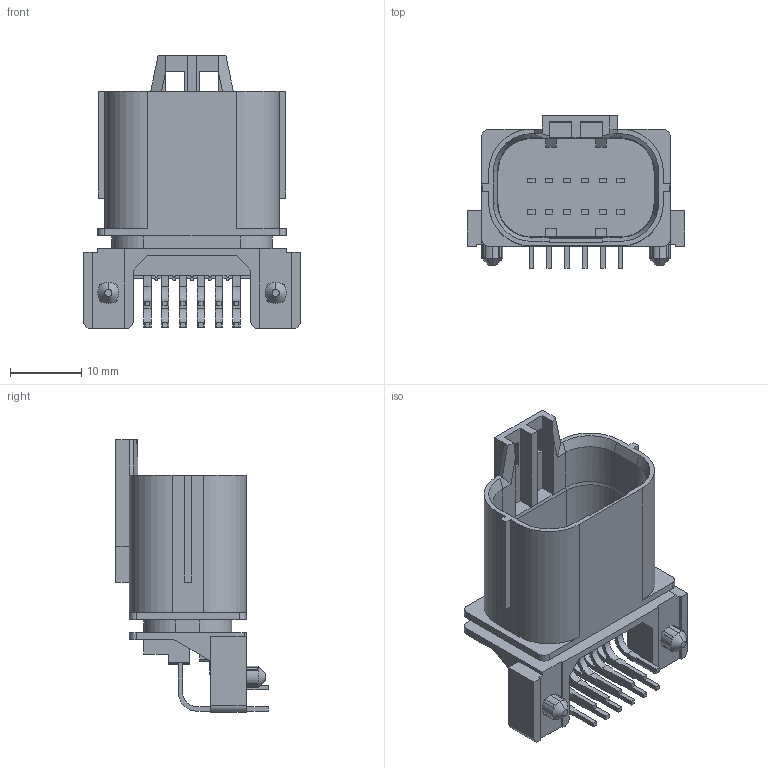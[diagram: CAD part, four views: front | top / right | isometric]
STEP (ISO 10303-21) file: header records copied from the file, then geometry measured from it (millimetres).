
FILE_DESCRIPTION (( 'STEP AP203' ), '1' );
FILE_NAME ('K3D-MX23A12NF1-R1 JAE Connector Division Proprietary.STEP', '2009-01-23T01:36:01', ( '' ), ( '' ), 'SwSTEP 2.0', 'SolidWorks 2008', '' );
FILE_SCHEMA (( 'CONFIG_CONTROL_DESIGN' ));
Length unit declared in the file: millimetre
Products named in the file (1): K3D-MX23A12NF1-R1 JAE Connector Division Proprietary
Bounding box: 30.5 x 21.4 x 38.3 mm (x, y, z)
Volume: 4600.1 mm3; surface area: 6231.5 mm2
Topology: 1 solids, 1 shells, 478 faces, 1310 edges, 861 vertices
Faces by surface type: plane 376, cylinder 90, cone 12
Entity records: 15102 total; most frequent: CARTESIAN_POINT 2761, ORIENTED_EDGE 2620, DIRECTION 2425, EDGE_CURVE 1310, VECTOR 1095, LINE 1095, VERTEX_POINT 861, AXIS2_PLACEMENT_3D 665
